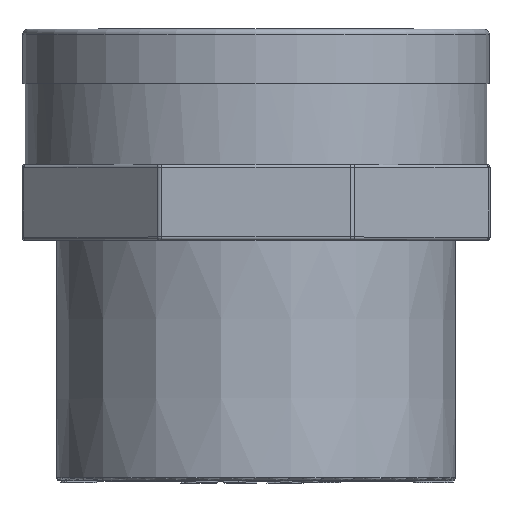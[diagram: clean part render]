
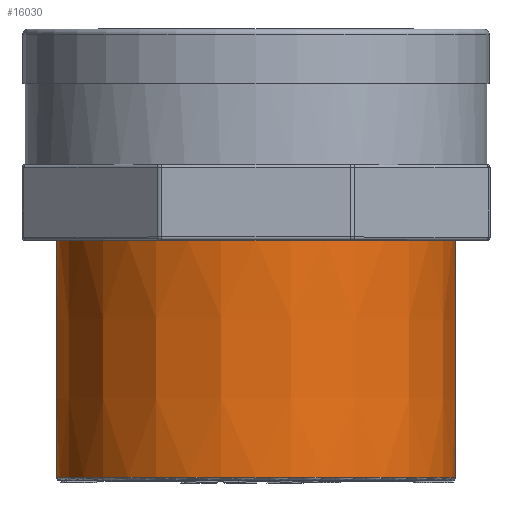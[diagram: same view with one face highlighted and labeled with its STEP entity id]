
A CAD part, top view. The second image highlights one B-rep face of the part: STEP entity #16030.
In plain terms, the highlighted conical face has half-angle 0.075 degrees and reference radius 31.5 mm.
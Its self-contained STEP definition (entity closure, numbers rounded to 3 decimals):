
#39=CONICAL_SURFACE('',#16919,31.5,0.001);
#872=FACE_OUTER_BOUND('',#1739,.T.);
#1739=EDGE_LOOP('',(#11825,#11826,#11827,#11828));
#2596=CIRCLE('',#16920,31.55);
#2597=CIRCLE('',#16921,31.501);
#3284=LINE('',#41469,#5489);
#5489=VECTOR('',#18452,31.5);
#7747=VERTEX_POINT('',#41466);
#7748=VERTEX_POINT('',#41468);
#9360=EDGE_CURVE('',#7747,#7747,#2596,.T.);
#9361=EDGE_CURVE('',#7747,#7748,#3284,.T.);
#9362=EDGE_CURVE('',#7748,#7748,#2597,.T.);
#11825=ORIENTED_EDGE('',*,*,#9360,.F.);
#11826=ORIENTED_EDGE('',*,*,#9361,.T.);
#11827=ORIENTED_EDGE('',*,*,#9362,.T.);
#11828=ORIENTED_EDGE('',*,*,#9361,.F.);
#16030=ADVANCED_FACE('',(#872),#39,.T.);
#16919=AXIS2_PLACEMENT_3D('',#41465,#18448,#18449);
#16920=AXIS2_PLACEMENT_3D('',#41467,#18450,#18451);
#16921=AXIS2_PLACEMENT_3D('',#41470,#18453,#18454);
#18448=DIRECTION('center_axis',(0.,1.,0.));
#18449=DIRECTION('ref_axis',(-1.,0.,0.));
#18450=DIRECTION('center_axis',(0.,1.,0.));
#18451=DIRECTION('ref_axis',(-1.,0.,0.));
#18452=DIRECTION('',(-0.001,-1.,0.));
#18453=DIRECTION('center_axis',(0.,1.,0.));
#18454=DIRECTION('ref_axis',(1.,0.,0.));
#41465=CARTESIAN_POINT('Origin',(0.,-69.,0.));
#41466=CARTESIAN_POINT('',(31.55,-31.,0.));
#41467=CARTESIAN_POINT('Origin',(0.,-31.,0.));
#41468=CARTESIAN_POINT('',(31.501,-68.501,0.));
#41469=CARTESIAN_POINT('',(31.5,-69.,0.));
#41470=CARTESIAN_POINT('Origin',(0.,-68.501,
0.));
